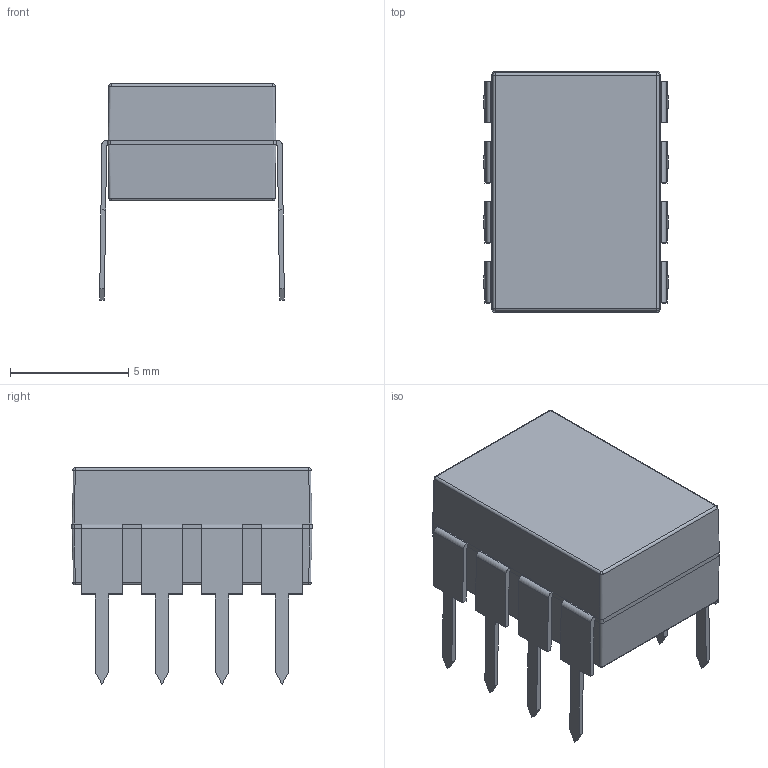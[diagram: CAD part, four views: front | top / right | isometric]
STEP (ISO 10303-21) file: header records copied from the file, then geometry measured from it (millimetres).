
FILE_DESCRIPTION (( 'STEP AP214' ), '1' );
FILE_NAME ('ICL7612DCPAZ.STEP', '2022-09-09T11:51:02', ( '' ), ( '' ), 'SwSTEP 2.0', 'SolidWorks 2018', '' );
FILE_SCHEMA (( 'AUTOMOTIVE_DESIGN' ));
Length unit declared in the file: millimetre
Products named in the file (1): ICL7612DCPAZ
Bounding box: 7.82 x 10.16 x 9.15 mm (x, y, z)
Volume: 365.7 mm3; surface area: 451.7 mm2
Topology: 9 solids, 9 shells, 162 faces, 408 edges, 264 vertices
Faces by surface type: plane 118, cylinder 36, sphere 8
Entity records: 6664 total; most frequent: CARTESIAN_POINT 859, ORIENTED_EDGE 816, DIRECTION 782, EDGE_CURVE 408, VECTOR 344, LINE 344, VERTEX_POINT 264, AXIS2_PLACEMENT_3D 219
